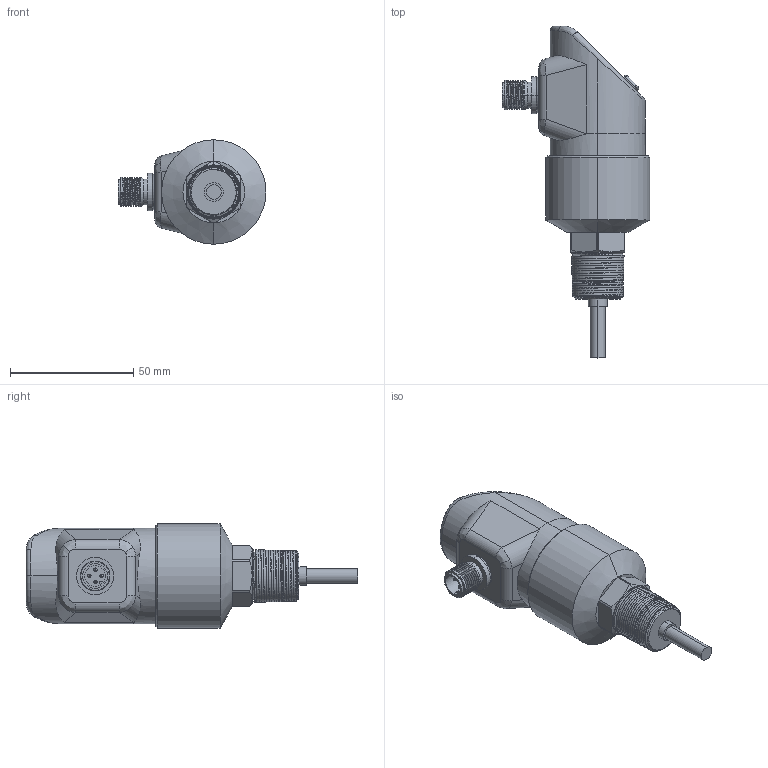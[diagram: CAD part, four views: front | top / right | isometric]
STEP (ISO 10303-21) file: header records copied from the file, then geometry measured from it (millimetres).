
FILE_DESCRIPTION (( 'STEP AP214' ), '1' );
FILE_NAME ('ETS50N-30-1003.STEP', '2017-03-08T14:29:25', ( '' ), ( '' ), 'SwSTEP 2.0', 'SolidWorks 2016', '' );
FILE_SCHEMA (( 'AUTOMOTIVE_DESIGN' ));
Length unit declared in the file: millimetre
Products named in the file (1): ETS50N-30-1003
Bounding box: 59.95 x 134.49 x 42.3 mm (x, y, z)
Volume: 107178.6 mm3; surface area: 18342 mm2
Topology: 1 solids, 2 shells, 324 faces, 803 edges, 504 vertices
Faces by surface type: plane 138, cylinder 95, bspline 46, cone 21, torus 20, sphere 4
Entity records: 21145 total; most frequent: CARTESIAN_POINT 12528, ORIENTED_EDGE 1500, DIRECTION 1333, EDGE_CURVE 750, AXIS2_PLACEMENT_3D 479, VERTEX_POINT 473, VECTOR 375, LINE 375
